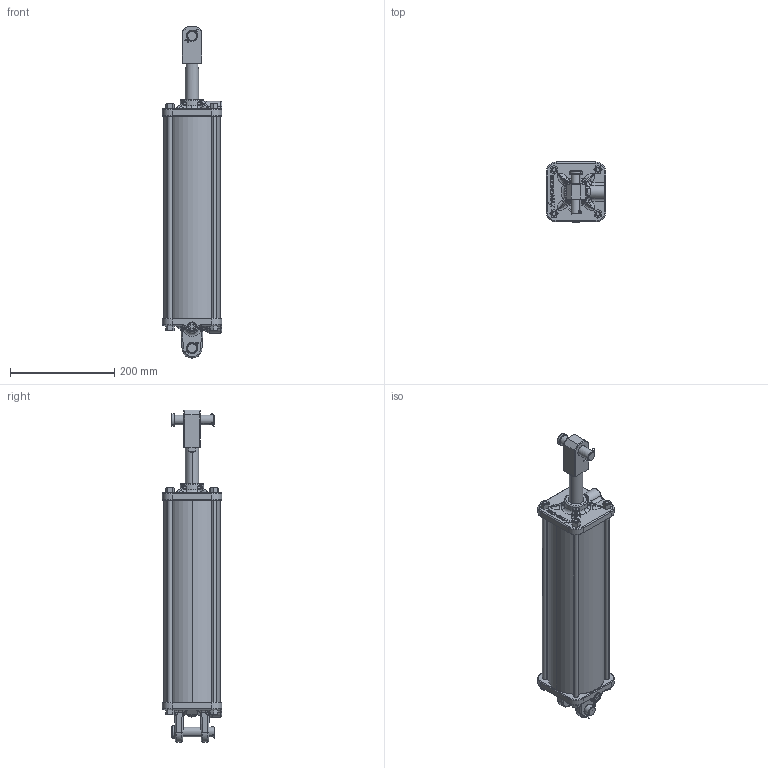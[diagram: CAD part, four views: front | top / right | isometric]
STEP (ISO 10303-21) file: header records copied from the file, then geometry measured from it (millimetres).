
FILE_DESCRIPTION (( 'STEP AP203' ), '1' );
FILE_NAME ('EA4C140D1N093NS.STEP', '2022-01-25T13:16:58', ( '' ), ( '' ), 'SwSTEP 2.0', 'SolidWorks 2021', '' );
FILE_SCHEMA (( 'CONFIG_CONTROL_DESIGN' ));
Length unit declared in the file: inch
Products named in the file (13): 4.0T14S LOGOTM; 1R14S075-16Y; 5409-06V; EA4C140D1N093NS; APL40-0.75-16; BDE 07; 18cotter pin X 1.13; ZY-CP-290; 038HEXNUT; E4H  AS CAST RIBS MACHINED REV3; 38-24TR14B; E4C AS CAST RIBS MACHINED REV3
Assembly tree (23 placements, depth 3):
  EA4C140D1N093NS
    E4H  AS CAST RIBS MACHINED REV3
    E4C AS CAST RIBS MACHINED REV3
    1R14S075-16Y
    BDE 07
    4.0T14S LOGOTM
    APL40-0.75-16
    38-24TR14B  x4
    038HEXNUT  x8
    ZY-CP-290  x2
      ZY-CP-290
      18cotter pin X 1.13
    5409-06V
Bounding box: 114.3 x 114.3 x 636.52 mm (x, y, z)
Volume: 1551950 mm3; surface area: 519793.7 mm2
Topology: 23 solids, 23 shells, 1549 faces, 3597 edges, 2130 vertices
Faces by surface type: cone 520, plane 383, bspline 250, cylinder 221, torus 143, sphere 32
Entity records: 50124 total; most frequent: CARTESIAN_POINT 25166, ORIENTED_EDGE 5064, DIRECTION 4553, EDGE_CURVE 2532, AXIS2_PLACEMENT_3D 1773, VERTEX_POINT 1523, EDGE_LOOP 1177, ADVANCED_FACE 1088
